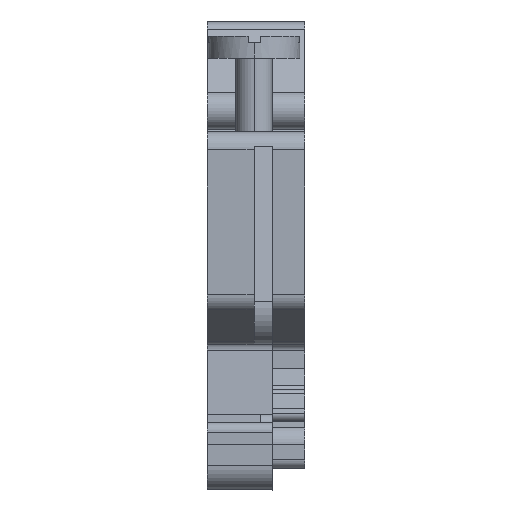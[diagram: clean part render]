
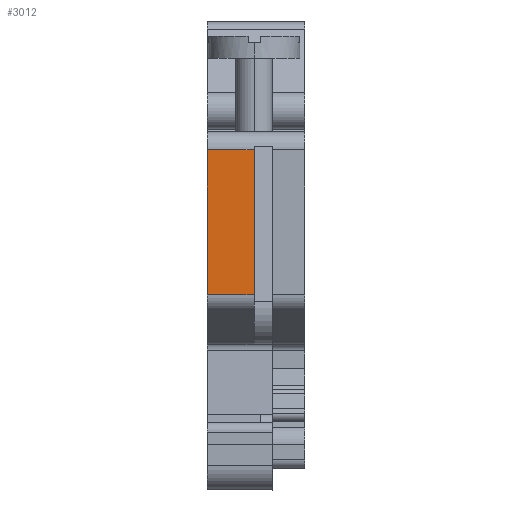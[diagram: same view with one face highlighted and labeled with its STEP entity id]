
A CAD part, front view. The second image highlights one B-rep face of the part: STEP entity #3012.
In plain terms, the highlighted planar face has unit normal (0, -1, 0).
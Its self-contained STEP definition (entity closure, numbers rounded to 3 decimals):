
#2992=AXIS2_PLACEMENT_3D('Plane Axis2P3D',#2989,#2990,#2991) ;
#498=CARTESIAN_POINT('Vertex',(0.,2.266,16.)) ;
#501=CARTESIAN_POINT('Line Origine',(0.,2.266,21.941)) ;
#505=CARTESIAN_POINT('Vertex',(0.,2.266,27.882)) ;
#2973=CARTESIAN_POINT('Vertex',(3.85,2.266,16.)) ;
#2976=CARTESIAN_POINT('Line Origine',(0.,2.266,16.)) ;
#2989=CARTESIAN_POINT('Axis2P3D Location',(3.85,2.266,27.882)) ;
#2994=CARTESIAN_POINT('Line Origine',(3.85,2.266,21.941)) ;
#2998=CARTESIAN_POINT('Vertex',(3.85,2.266,27.882)) ;
#3001=CARTESIAN_POINT('Line Origine',(1.925,2.266,27.882)) ;
#502=DIRECTION('Vector Direction',(0.,0.,1.)) ;
#2977=DIRECTION('Vector Direction',(1.,0.,0.)) ;
#2990=DIRECTION('Axis2P3D Direction',(0.,-1.,0.)) ;
#2991=DIRECTION('Axis2P3D XDirection',(-1.,0.,0.)) ;
#2995=DIRECTION('Vector Direction',(0.,0.,1.)) ;
#3002=DIRECTION('Vector Direction',(1.,0.,0.)) ;
#503=VECTOR('Line Direction',#502,1.) ;
#2978=VECTOR('Line Direction',#2977,1.) ;
#2996=VECTOR('Line Direction',#2995,1.) ;
#3003=VECTOR('Line Direction',#3002,1.) ;
#3007=ORIENTED_EDGE('',*,*,#507,.F.) ;
#3008=ORIENTED_EDGE('',*,*,#2980,.T.) ;
#3009=ORIENTED_EDGE('',*,*,#3000,.T.) ;
#3010=ORIENTED_EDGE('',*,*,#3005,.F.) ;
#3012=ADVANCED_FACE('V1',(#3011),#2993,.T.) ;
#507=EDGE_CURVE('',#499,#506,#504,.T.) ;
#2980=EDGE_CURVE('',#499,#2974,#2979,.T.) ;
#3000=EDGE_CURVE('',#2974,#2999,#2997,.T.) ;
#3005=EDGE_CURVE('',#506,#2999,#3004,.T.) ;
#3006=EDGE_LOOP('',(#3007,#3008,#3009,#3010)) ;
#3011=FACE_OUTER_BOUND('',#3006,.T.) ;
#504=LINE('Line',#501,#503) ;
#2979=LINE('Line',#2976,#2978) ;
#2997=LINE('Line',#2994,#2996) ;
#3004=LINE('Line',#3001,#3003) ;
#2993=PLANE('',#2992) ;
#499=VERTEX_POINT('',#498) ;
#506=VERTEX_POINT('',#505) ;
#2974=VERTEX_POINT('',#2973) ;
#2999=VERTEX_POINT('',#2998) ;
